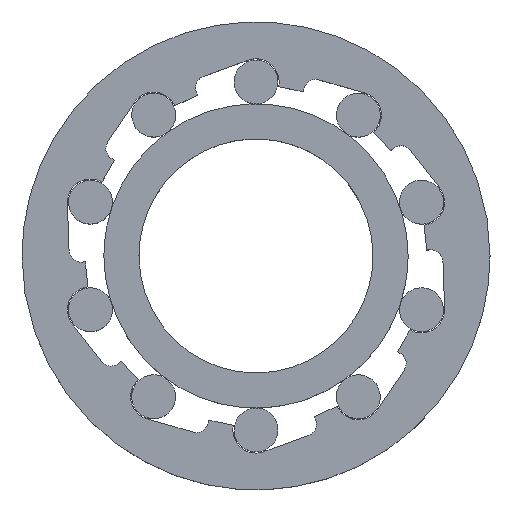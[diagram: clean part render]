
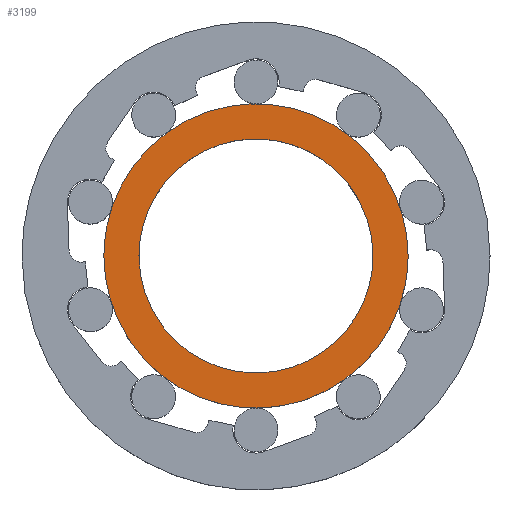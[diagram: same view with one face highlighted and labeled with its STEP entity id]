
A CAD part, top view. The second image highlights one B-rep face of the part: STEP entity #3199.
In plain terms, the highlighted free-form (B-spline) face has degree [1, 1] with [2, 2] control points.
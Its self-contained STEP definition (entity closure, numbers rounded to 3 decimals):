
#3108 = VERTEX_POINT('',#3109);
#3109 = CARTESIAN_POINT('',(-13.324,0.,6.662));
#3127 = VERTEX_POINT('',#3128);
#3128 = CARTESIAN_POINT('',(13.324,0.,
    6.662));
#3133 = EDGE_CURVE('',#3108,#3127,#3134,.T.);
#3134 = ( BOUNDED_CURVE() B_SPLINE_CURVE(2,(#3135,#3136,#3137,#3138,
#3139),.UNSPECIFIED.,.F.,.F.) B_SPLINE_CURVE_WITH_KNOTS((3,2,3),(
    3.142,4.712,6.283),
.PIECEWISE_BEZIER_KNOTS.) CURVE() GEOMETRIC_REPRESENTATION_ITEM() 
RATIONAL_B_SPLINE_CURVE((1.,0.707,1.,0.707,1.)) 
REPRESENTATION_ITEM('') );
#3135 = CARTESIAN_POINT('',(-13.324,0.,
    6.662));
#3136 = CARTESIAN_POINT('',(-13.324,-13.324,
    6.662));
#3137 = CARTESIAN_POINT('',(0.,-13.324,
    6.662));
#3138 = CARTESIAN_POINT('',(13.324,-13.324,
    6.662));
#3139 = CARTESIAN_POINT('',(13.324,0.,
    6.662));
#3155 = EDGE_CURVE('',#3156,#3158,#3160,.T.);
#3156 = VERTEX_POINT('',#3157);
#3157 = CARTESIAN_POINT('',(17.322,0.,
    6.662));
#3158 = VERTEX_POINT('',#3159);
#3159 = CARTESIAN_POINT('',(-17.322,0.,6.662));
#3160 = ( BOUNDED_CURVE() B_SPLINE_CURVE(2,(#3161,#3162,#3163,#3164,
#3165),.UNSPECIFIED.,.F.,.F.) B_SPLINE_CURVE_WITH_KNOTS((3,2,3),(0.,
1.571,3.142),.PIECEWISE_BEZIER_KNOTS.) CURVE() 
GEOMETRIC_REPRESENTATION_ITEM() RATIONAL_B_SPLINE_CURVE((1.,
0.707,1.,0.707,1.)) REPRESENTATION_ITEM('') );
#3161 = CARTESIAN_POINT('',(17.322,0.,6.662));
#3162 = CARTESIAN_POINT('',(17.322,17.322,6.662
    ));
#3163 = CARTESIAN_POINT('',(0.,17.322,
    6.662));
#3164 = CARTESIAN_POINT('',(-17.322,17.322,
    6.662));
#3165 = CARTESIAN_POINT('',(-17.322,0.,
    6.662));
#3199 = ADVANCED_FACE('',(#3200,#3211),#3222,.T.);
#3200 = FACE_BOUND('',#3201,.T.);
#3201 = EDGE_LOOP('',(#3202,#3210));
#3202 = ORIENTED_EDGE('',*,*,#3203,.T.);
#3203 = EDGE_CURVE('',#3158,#3156,#3204,.T.);
#3204 = ( BOUNDED_CURVE() B_SPLINE_CURVE(2,(#3205,#3206,#3207,#3208,
#3209),.UNSPECIFIED.,.F.,.F.) B_SPLINE_CURVE_WITH_KNOTS((3,2,3),(
    3.142,4.712,6.283),
.PIECEWISE_BEZIER_KNOTS.) CURVE() GEOMETRIC_REPRESENTATION_ITEM() 
RATIONAL_B_SPLINE_CURVE((1.,0.707,1.,0.707,1.)) 
REPRESENTATION_ITEM('') );
#3205 = CARTESIAN_POINT('',(-17.322,0.,
    6.662));
#3206 = CARTESIAN_POINT('',(-17.322,-17.322,
    6.662));
#3207 = CARTESIAN_POINT('',(0.,-17.322,
    6.662));
#3208 = CARTESIAN_POINT('',(17.322,-17.322,
    6.662));
#3209 = CARTESIAN_POINT('',(17.322,0.,
    6.662));
#3210 = ORIENTED_EDGE('',*,*,#3155,.T.);
#3211 = FACE_BOUND('',#3212,.T.);
#3212 = EDGE_LOOP('',(#3213,#3214));
#3213 = ORIENTED_EDGE('',*,*,#3133,.F.);
#3214 = ORIENTED_EDGE('',*,*,#3215,.F.);
#3215 = EDGE_CURVE('',#3127,#3108,#3216,.T.);
#3216 = ( BOUNDED_CURVE() B_SPLINE_CURVE(2,(#3217,#3218,#3219,#3220,
#3221),.UNSPECIFIED.,.F.,.F.) B_SPLINE_CURVE_WITH_KNOTS((3,2,3),(0.,
1.571,3.142),.PIECEWISE_BEZIER_KNOTS.) CURVE() 
GEOMETRIC_REPRESENTATION_ITEM() RATIONAL_B_SPLINE_CURVE((1.,
0.707,1.,0.707,1.)) REPRESENTATION_ITEM('') );
#3217 = CARTESIAN_POINT('',(13.324,0.,6.662));
#3218 = CARTESIAN_POINT('',(13.324,13.324,
    6.662));
#3219 = CARTESIAN_POINT('',(0.,13.324,
    6.662));
#3220 = CARTESIAN_POINT('',(-13.324,13.324,
    6.662));
#3221 = CARTESIAN_POINT('',(-13.324,0.,
    6.662));
#3222 = B_SPLINE_SURFACE_WITH_KNOTS('',1,1,(
    (#3223,#3224)
    ,(#3225,#3226
  )),.UNSPECIFIED.,.F.,.F.,.F.,(2,2),(2,2),(-16.51,16.51),(-16.51,16.51)
  ,.PIECEWISE_BEZIER_KNOTS.);
#3223 = CARTESIAN_POINT('',(-17.322,-17.322,
    6.662));
#3224 = CARTESIAN_POINT('',(-17.322,17.322,
    6.662));
#3225 = CARTESIAN_POINT('',(17.322,-17.322,
    6.662));
#3226 = CARTESIAN_POINT('',(17.322,17.322,6.662
    ));
